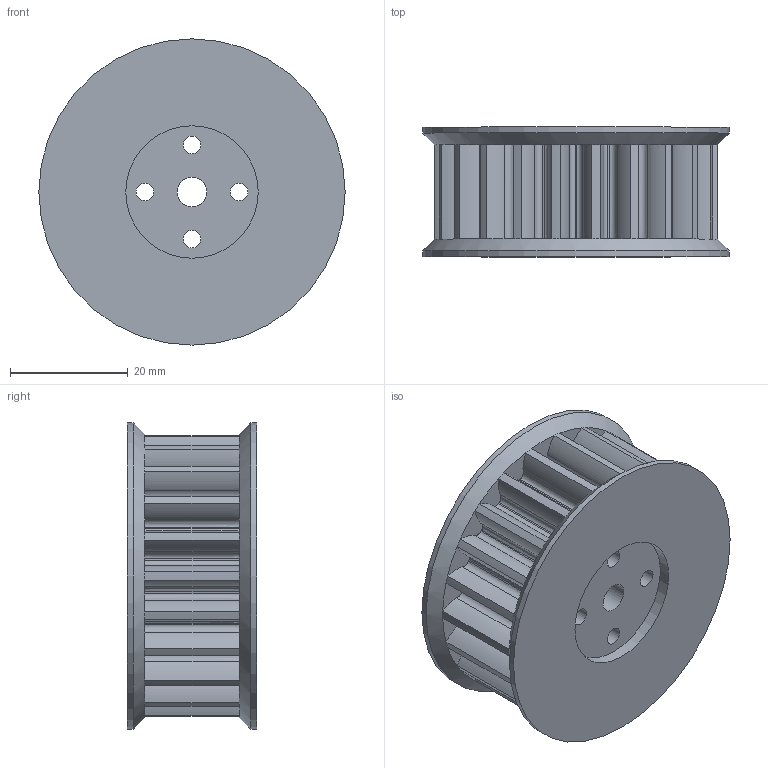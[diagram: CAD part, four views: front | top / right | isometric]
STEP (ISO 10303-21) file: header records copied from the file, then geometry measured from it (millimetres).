
FILE_DESCRIPTION(('STEP AP214'), '1');
FILE_NAME('ﾘ褥_2', '2025-12-26T12:21:22', ('dzhunsd.27'), (''), 'C3D Converter', 'C3D Toolkit', '');
FILE_SCHEMA(('AUTOMOTIVE_DESIGN { 1 0 10303 214 3 1 1}'));
Length unit declared in the file: millimetre
Bounding box: 52 x 22 x 52 mm (x, y, z)
Volume: 34348.4 mm3; surface area: 11499 mm2
Topology: 1 solids, 1 shells, 189 faces, 468 edges, 282 vertices
Faces by surface type: extrusion 88, cylinder 52, plane 47, cone 2
Full cylindrical faces by diameter (mm): 3 x4, 5 x1, 22.5 x1, 52 x2
Entity records: 12826 total; most frequent: CARTESIAN_POINT 8586, ORIENTED_EDGE 916, DIRECTION 724, EDGE_CURVE 458, VERTEX_POINT 282, B_SPLINE_CURVE_WITH_KNOTS 264, AXIS2_PLACEMENT_3D 252, VECTOR 220
